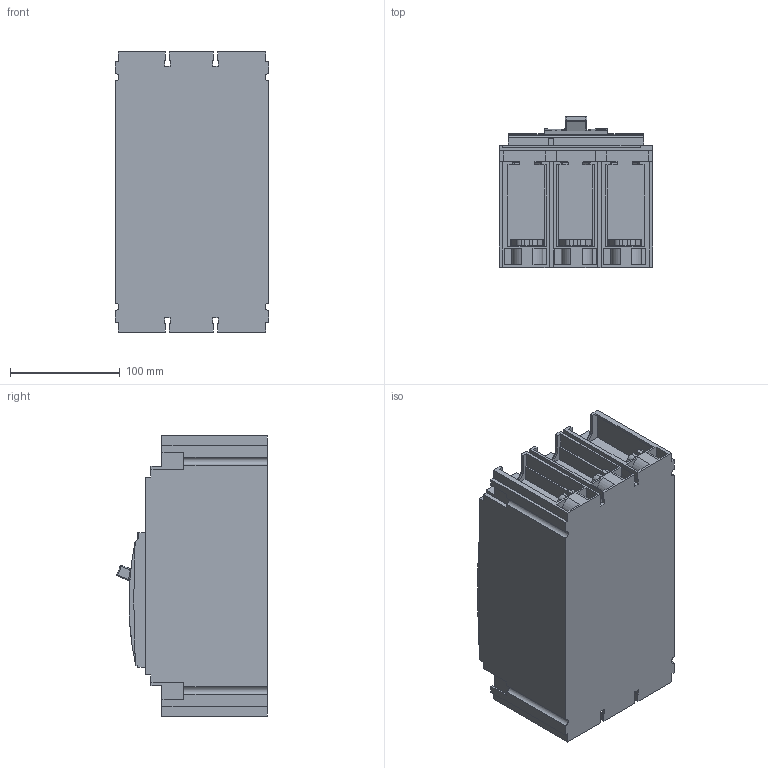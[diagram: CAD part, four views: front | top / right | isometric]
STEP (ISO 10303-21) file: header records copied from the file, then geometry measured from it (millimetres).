
FILE_DESCRIPTION((''),'2;1');
FILE_NAME('ASM0001_ASM','2023-05-03T08:42:33',('klemen.sitar'),('Audax d.o.o.'),'CREO PARAMETRIC BY PTC INC, 2021304','CREO PARAMETRIC BY PTC INC, 2021304','');
FILE_SCHEMA(('AP242_MANAGED_MODEL_BASED_3D_ENGINEERING_MIM_LF { 1 0 10303 442 1 1 4 }'));
Length unit declared in the file: millimetre
Products named in the file (7): 3_TM_400A_630A; PRT0002; PRT0003; 3_TM_400A_630A_1; PRT0002_1; PRT0007; ASM0001_ASM
Assembly tree (6 placements, depth 2):
  ASM0001_ASM
    3_TM_400A_630A
    PRT0002
    PRT0003
    3_TM_400A_630A_1
    PRT0002_1
    PRT0007
Bounding box: 140 x 137.31 x 255 mm (x, y, z)
Volume: 3455951.8 mm3; surface area: 264803 mm2
Topology: 14 solids, 22 shells, 1141 faces, 3226 edges, 2160 vertices
Faces by surface type: plane 868, cylinder 174, extrusion 86, sphere 8, torus 3, bspline 2
Entity records: 56817 total; most frequent: CARTESIAN_POINT 8295, ORIENTED_EDGE 6436, DIRECTION 5493, PRESENTATION_STYLE_ASSIGNMENT 4489, STYLED_ITEM 4489, CURVE_STYLE 3334, EDGE_CURVE 3218, VECTOR 2397
